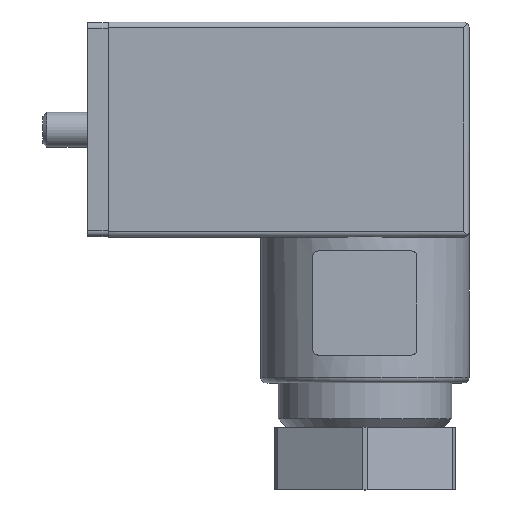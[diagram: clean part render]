
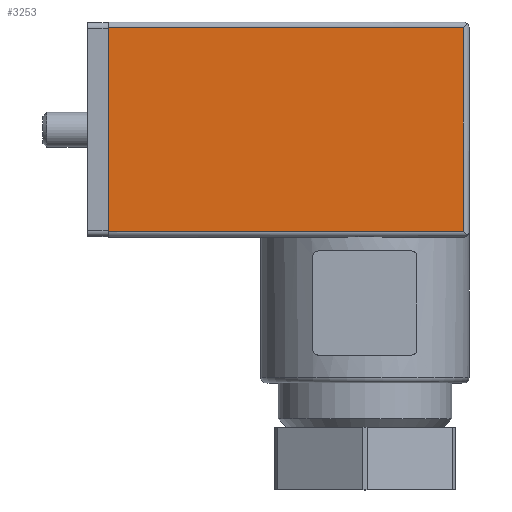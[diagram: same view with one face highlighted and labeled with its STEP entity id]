
A CAD part, top view. The second image highlights one B-rep face of the part: STEP entity #3253.
In plain terms, the highlighted planar face has unit normal (0, 0, 1).
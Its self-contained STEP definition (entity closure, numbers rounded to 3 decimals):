
#99=LINE('',#4345,#335);
#123=LINE('',#4515,#359);
#124=LINE('',#4517,#360);
#125=LINE('',#4519,#361);
#335=VECTOR('',#3652,1000.);
#359=VECTOR('',#3756,1000.);
#360=VECTOR('',#3759,1000.);
#361=VECTOR('',#3760,1000.);
#664=ORIENTED_EDGE('',*,*,#1319,.T.);
#665=ORIENTED_EDGE('',*,*,#1320,.F.);
#666=ORIENTED_EDGE('',*,*,#1321,.F.);
#667=ORIENTED_EDGE('',*,*,#1255,.T.);
#1255=EDGE_CURVE('',#1584,#1590,#99,.T.);
#1319=EDGE_CURVE('',#1590,#1646,#123,.T.);
#1320=EDGE_CURVE('',#1647,#1646,#124,.T.);
#1321=EDGE_CURVE('',#1584,#1647,#125,.T.);
#1584=VERTEX_POINT('',#4332);
#1590=VERTEX_POINT('',#4344);
#1646=VERTEX_POINT('',#4514);
#1647=VERTEX_POINT('',#4518);
#1885=EDGE_LOOP('',(#664,#665,#666,#667));
#2047=FACE_BOUND('',#1885,.T.);
#2195=PLANE('',#3436);
#3253=ADVANCED_FACE('',(#2047),#2195,.T.);
#3436=AXIS2_PLACEMENT_3D('',#4516,#3757,#3758);
#3652=DIRECTION('',(0.,-1.,0.));
#3756=DIRECTION('',(1.,0.,0.));
#3757=DIRECTION('',(0.,0.,1.));
#3758=DIRECTION('',(1.,0.,0.));
#3759=DIRECTION('',(0.,-1.,0.));
#3760=DIRECTION('',(1.,0.,0.));
#4332=CARTESIAN_POINT('',(-26.,7.35,7.75));
#4344=CARTESIAN_POINT('',(-26.,-7.35,7.75));
#4345=CARTESIAN_POINT('',(-26.,7.75,7.75));
#4514=CARTESIAN_POINT('',(-0.4,-7.35,7.75));
#4515=CARTESIAN_POINT('',(-26.,-7.35,7.75));
#4516=CARTESIAN_POINT('',(-0.4,-7.35,7.75));
#4517=CARTESIAN_POINT('',(-0.4,7.75,7.75));
#4518=CARTESIAN_POINT('',(-0.4,7.35,7.75));
#4519=CARTESIAN_POINT('',(-26.,7.35,7.75));
